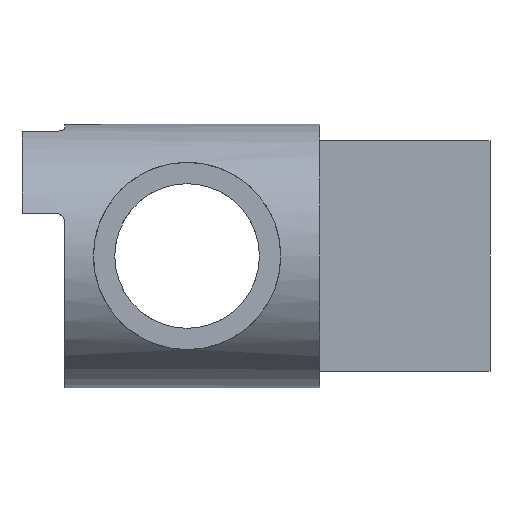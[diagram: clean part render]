
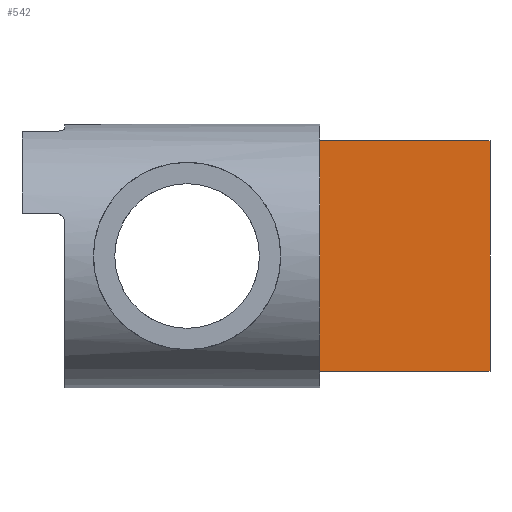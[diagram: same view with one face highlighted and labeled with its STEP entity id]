
A CAD part, left-side view. The second image highlights one B-rep face of the part: STEP entity #542.
In plain terms, the highlighted planar face has unit normal (-1, 0, 0).
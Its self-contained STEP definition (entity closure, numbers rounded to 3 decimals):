
#24=PLANE('',#603);
#46=LINE('',#925,#82);
#47=LINE('',#927,#83);
#48=LINE('',#929,#84);
#49=LINE('',#930,#85);
#82=VECTOR('',#712,10.);
#83=VECTOR('',#713,10.);
#84=VECTOR('',#714,10.);
#85=VECTOR('',#715,10.);
#129=FACE_OUTER_BOUND('',#157,.T.);
#157=EDGE_LOOP('',(#430,#431,#432,#433));
#248=VERTEX_POINT('',#923);
#249=VERTEX_POINT('',#924);
#250=VERTEX_POINT('',#926);
#251=VERTEX_POINT('',#928);
#317=EDGE_CURVE('',#248,#249,#46,.T.);
#318=EDGE_CURVE('',#249,#250,#47,.T.);
#319=EDGE_CURVE('',#250,#251,#48,.T.);
#320=EDGE_CURVE('',#248,#251,#49,.T.);
#430=ORIENTED_EDGE('',*,*,#317,.T.);
#431=ORIENTED_EDGE('',*,*,#318,.T.);
#432=ORIENTED_EDGE('',*,*,#319,.T.);
#433=ORIENTED_EDGE('',*,*,#320,.F.);
#542=ADVANCED_FACE('',(#129),#24,.T.);
#603=AXIS2_PLACEMENT_3D('',#922,#710,#711);
#710=DIRECTION('center_axis',(-1.,0.,0.));
#711=DIRECTION('ref_axis',(0.,1.,0.));
#712=DIRECTION('',(0.,-1.,0.));
#713=DIRECTION('',(0.,0.,1.));
#714=DIRECTION('',(0.,1.,0.));
#715=DIRECTION('',(0.,0.,1.));
#922=CARTESIAN_POINT('Origin',(15.,-20.,0.));
#923=CARTESIAN_POINT('',(15.,0.,-13.55));
#924=CARTESIAN_POINT('',(15.,-20.,-13.55));
#925=CARTESIAN_POINT('',(15.,-15.,-13.55));
#926=CARTESIAN_POINT('',(15.,-20.,13.55));
#927=CARTESIAN_POINT('',(15.,-20.,0.));
#928=CARTESIAN_POINT('',(15.,0.,13.55));
#929=CARTESIAN_POINT('',(15.,-5.,13.55));
#930=CARTESIAN_POINT('',(15.,0.,0.));
